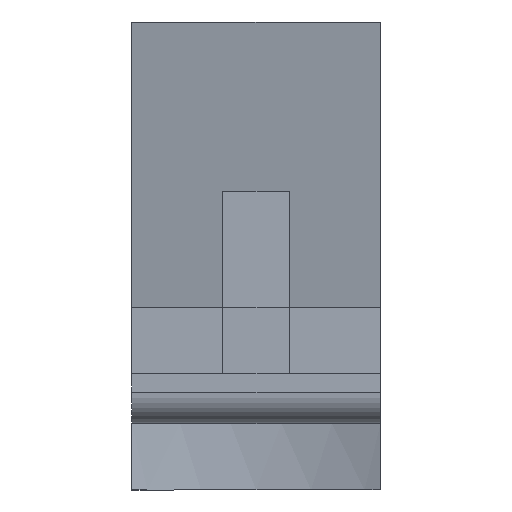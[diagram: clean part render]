
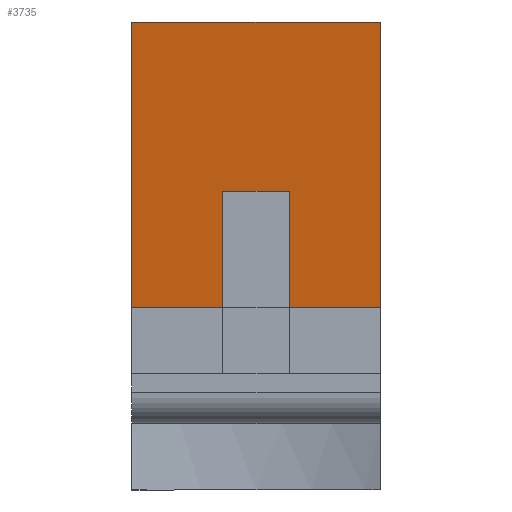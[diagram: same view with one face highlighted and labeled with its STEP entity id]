
A CAD part, left-side view. The second image highlights one B-rep face of the part: STEP entity #3735.
In plain terms, the highlighted planar face has unit normal (-0.987, 0, -0.161).
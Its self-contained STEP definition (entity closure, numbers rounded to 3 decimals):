
#953 = VERTEX_POINT('',#954);
#954 = CARTESIAN_POINT('',(-53.1,-7.5,11.));
#968 = PLANE('',#969);
#969 = AXIS2_PLACEMENT_3D('',#970,#971,#972);
#970 = CARTESIAN_POINT('',(-52.857,-7.5,
    20.181));
#971 = DIRECTION('',(0.,1.,0.));
#972 = DIRECTION('',(0.,0.,-1.));
#994 = PLANE('',#995);
#995 = AXIS2_PLACEMENT_3D('',#996,#997,#998);
#996 = CARTESIAN_POINT('',(-53.1,-2.,7.));
#997 = DIRECTION('',(1.,0.,0.));
#998 = DIRECTION('',(0.,-1.,0.));
#1077 = PLANE('',#1078);
#1078 = AXIS2_PLACEMENT_3D('',#1079,#1080,#1081);
#1079 = CARTESIAN_POINT('',(-53.1,7.5,7.));
#1080 = DIRECTION('',(1.,0.,0.));
#1081 = DIRECTION('',(0.,-1.,0.));
#2289 = VERTEX_POINT('',#2290);
#2290 = CARTESIAN_POINT('',(-53.1,-2.,11.));
#2316 = EDGE_CURVE('',#2289,#953,#2317,.T.);
#2317 = SURFACE_CURVE('',#2318,(#2322,#2329),.PCURVE_S1.);
#2318 = LINE('',#2319,#2320);
#2319 = CARTESIAN_POINT('',(-53.1,-2.,11.));
#2320 = VECTOR('',#2321,1.);
#2321 = DIRECTION('',(0.,-1.,0.));
#2322 = PCURVE('',#994,#2323);
#2323 = DEFINITIONAL_REPRESENTATION('',(#2324),#2328);
#2324 = LINE('',#2325,#2326);
#2325 = CARTESIAN_POINT('',(0.,-4.));
#2326 = VECTOR('',#2327,1.);
#2327 = DIRECTION('',(1.,0.));
#2328 = ( GEOMETRIC_REPRESENTATION_CONTEXT(2) 
PARAMETRIC_REPRESENTATION_CONTEXT() REPRESENTATION_CONTEXT('2D SPACE',''
  ) );
#2329 = PCURVE('',#2330,#2335);
#2330 = PLANE('',#2331);
#2331 = AXIS2_PLACEMENT_3D('',#2332,#2333,#2334);
#2332 = CARTESIAN_POINT('',(-53.1,-7.5,11.));
#2333 = DIRECTION('',(0.987,0.,0.161));
#2334 = DIRECTION('',(-0.161,0.,0.987));
#2335 = DEFINITIONAL_REPRESENTATION('',(#2336),#2340);
#2336 = LINE('',#2337,#2338);
#2337 = CARTESIAN_POINT('',(0.,-5.5));
#2338 = VECTOR('',#2339,1.);
#2339 = DIRECTION('',(0.,1.));
#2340 = ( GEOMETRIC_REPRESENTATION_CONTEXT(2) 
PARAMETRIC_REPRESENTATION_CONTEXT() REPRESENTATION_CONTEXT('2D SPACE',''
  ) );
#2348 = EDGE_CURVE('',#953,#2349,#2351,.T.);
#2349 = VERTEX_POINT('',#2350);
#2350 = CARTESIAN_POINT('',(-55.9,-7.5,28.2));
#2351 = SURFACE_CURVE('',#2352,(#2356,#2363),.PCURVE_S1.);
#2352 = LINE('',#2353,#2354);
#2353 = CARTESIAN_POINT('',(-53.1,-7.5,11.));
#2354 = VECTOR('',#2355,1.);
#2355 = DIRECTION('',(-0.161,0.,0.987));
#2356 = PCURVE('',#968,#2357);
#2357 = DEFINITIONAL_REPRESENTATION('',(#2358),#2362);
#2358 = LINE('',#2359,#2360);
#2359 = CARTESIAN_POINT('',(9.181,0.243));
#2360 = VECTOR('',#2361,1.);
#2361 = DIRECTION('',(-0.987,0.161));
#2362 = ( GEOMETRIC_REPRESENTATION_CONTEXT(2) 
PARAMETRIC_REPRESENTATION_CONTEXT() REPRESENTATION_CONTEXT('2D SPACE',''
  ) );
#2363 = PCURVE('',#2330,#2364);
#2364 = DEFINITIONAL_REPRESENTATION('',(#2365),#2369);
#2365 = LINE('',#2366,#2367);
#2366 = CARTESIAN_POINT('',(0.,0.));
#2367 = VECTOR('',#2368,1.);
#2368 = DIRECTION('',(1.,0.));
#2369 = ( GEOMETRIC_REPRESENTATION_CONTEXT(2) 
PARAMETRIC_REPRESENTATION_CONTEXT() REPRESENTATION_CONTEXT('2D SPACE',''
  ) );
#2387 = PLANE('',#2388);
#2388 = AXIS2_PLACEMENT_3D('',#2389,#2390,#2391);
#2389 = CARTESIAN_POINT('',(-55.9,-7.5,28.2));
#2390 = DIRECTION('',(0.,0.,-1.));
#2391 = DIRECTION('',(1.,0.,0.));
#2745 = VERTEX_POINT('',#2746);
#2746 = CARTESIAN_POINT('',(-53.1,7.5,11.));
#2767 = EDGE_CURVE('',#2745,#2768,#2770,.T.);
#2768 = VERTEX_POINT('',#2769);
#2769 = CARTESIAN_POINT('',(-53.1,2.,11.));
#2770 = SURFACE_CURVE('',#2771,(#2775,#2782),.PCURVE_S1.);
#2771 = LINE('',#2772,#2773);
#2772 = CARTESIAN_POINT('',(-53.1,7.5,11.));
#2773 = VECTOR('',#2774,1.);
#2774 = DIRECTION('',(0.,-1.,0.));
#2775 = PCURVE('',#1077,#2776);
#2776 = DEFINITIONAL_REPRESENTATION('',(#2777),#2781);
#2777 = LINE('',#2778,#2779);
#2778 = CARTESIAN_POINT('',(0.,-4.));
#2779 = VECTOR('',#2780,1.);
#2780 = DIRECTION('',(1.,0.));
#2781 = ( GEOMETRIC_REPRESENTATION_CONTEXT(2) 
PARAMETRIC_REPRESENTATION_CONTEXT() REPRESENTATION_CONTEXT('2D SPACE',''
  ) );
#2782 = PCURVE('',#2330,#2783);
#2783 = DEFINITIONAL_REPRESENTATION('',(#2784),#2788);
#2784 = LINE('',#2785,#2786);
#2785 = CARTESIAN_POINT('',(0.,-15.));
#2786 = VECTOR('',#2787,1.);
#2787 = DIRECTION('',(0.,1.));
#2788 = ( GEOMETRIC_REPRESENTATION_CONTEXT(2) 
PARAMETRIC_REPRESENTATION_CONTEXT() REPRESENTATION_CONTEXT('2D SPACE',''
  ) );
#2892 = PLANE('',#2893);
#2893 = AXIS2_PLACEMENT_3D('',#2894,#2895,#2896);
#2894 = CARTESIAN_POINT('',(-52.857,7.5,
    20.181));
#2895 = DIRECTION('',(0.,1.,0.));
#2896 = DIRECTION('',(0.,0.,-1.));
#3722 = PLANE('',#3723);
#3723 = AXIS2_PLACEMENT_3D('',#3724,#3725,#3726);
#3724 = CARTESIAN_POINT('',(-51.1,-2.,18.));
#3725 = DIRECTION('',(0.,-1.,0.));
#3726 = DIRECTION('',(0.,0.,-1.));
#3735 = ADVANCED_FACE('',(#3736),#2330,.F.);
#3736 = FACE_BOUND('',#3737,.F.);
#3737 = EDGE_LOOP('',(#3738,#3739,#3760,#3786,#3810,#3811,#3834,#3855));
#3738 = ORIENTED_EDGE('',*,*,#2316,.F.);
#3739 = ORIENTED_EDGE('',*,*,#3740,.F.);
#3740 = EDGE_CURVE('',#3741,#2289,#3743,.T.);
#3741 = VERTEX_POINT('',#3742);
#3742 = CARTESIAN_POINT('',(-54.24,-2.,18.));
#3743 = SURFACE_CURVE('',#3744,(#3748,#3754),.PCURVE_S1.);
#3744 = LINE('',#3745,#3746);
#3745 = CARTESIAN_POINT('',(-53.629,-2.,
    14.251));
#3746 = VECTOR('',#3747,1.);
#3747 = DIRECTION('',(0.161,0.,-0.987));
#3748 = PCURVE('',#2330,#3749);
#3749 = DEFINITIONAL_REPRESENTATION('',(#3750),#3753);
#3750 = B_SPLINE_CURVE_WITH_KNOTS('',1,(#3751,#3752),.UNSPECIFIED.,.F.,
  .F.,(2,2),(-4.508,4.003),.PIECEWISE_BEZIER_KNOTS.);
#3751 = CARTESIAN_POINT('',(7.801,-5.5));
#3752 = CARTESIAN_POINT('',(-0.709,-5.5));
#3753 = ( GEOMETRIC_REPRESENTATION_CONTEXT(2) 
PARAMETRIC_REPRESENTATION_CONTEXT() REPRESENTATION_CONTEXT('2D SPACE',''
  ) );
#3754 = PCURVE('',#3722,#3755);
#3755 = DEFINITIONAL_REPRESENTATION('',(#3756),#3759);
#3756 = B_SPLINE_CURVE_WITH_KNOTS('',1,(#3757,#3758),.UNSPECIFIED.,.F.,
  .F.,(2,2),(-4.508,4.003),.PIECEWISE_BEZIER_KNOTS.);
#3757 = CARTESIAN_POINT('',(-0.7,-3.253));
#3758 = CARTESIAN_POINT('',(7.7,-1.886));
#3759 = ( GEOMETRIC_REPRESENTATION_CONTEXT(2) 
PARAMETRIC_REPRESENTATION_CONTEXT() REPRESENTATION_CONTEXT('2D SPACE',''
  ) );
#3760 = ORIENTED_EDGE('',*,*,#3761,.F.);
#3761 = EDGE_CURVE('',#3762,#3741,#3764,.T.);
#3762 = VERTEX_POINT('',#3763);
#3763 = CARTESIAN_POINT('',(-54.24,2.,18.));
#3764 = SURFACE_CURVE('',#3765,(#3769,#3775),.PCURVE_S1.);
#3765 = LINE('',#3766,#3767);
#3766 = CARTESIAN_POINT('',(-54.24,-2.75,18.));
#3767 = VECTOR('',#3768,1.);
#3768 = DIRECTION('',(0.,-1.,0.));
#3769 = PCURVE('',#2330,#3770);
#3770 = DEFINITIONAL_REPRESENTATION('',(#3771),#3774);
#3771 = B_SPLINE_CURVE_WITH_KNOTS('',1,(#3772,#3773),.UNSPECIFIED.,.F.,
  .F.,(2,2),(-5.15,-0.35),.PIECEWISE_BEZIER_KNOTS.);
#3772 = CARTESIAN_POINT('',(7.092,-9.9));
#3773 = CARTESIAN_POINT('',(7.092,-5.1));
#3774 = ( GEOMETRIC_REPRESENTATION_CONTEXT(2) 
PARAMETRIC_REPRESENTATION_CONTEXT() REPRESENTATION_CONTEXT('2D SPACE',''
  ) );
#3775 = PCURVE('',#3776,#3781);
#3776 = PLANE('',#3777);
#3777 = AXIS2_PLACEMENT_3D('',#3778,#3779,#3780);
#3778 = CARTESIAN_POINT('',(-51.1,2.,18.));
#3779 = DIRECTION('',(0.,0.,1.));
#3780 = DIRECTION('',(0.,-1.,0.));
#3781 = DEFINITIONAL_REPRESENTATION('',(#3782),#3785);
#3782 = B_SPLINE_CURVE_WITH_KNOTS('',1,(#3783,#3784),.UNSPECIFIED.,.F.,
  .F.,(2,2),(-5.15,-0.35),.PIECEWISE_BEZIER_KNOTS.);
#3783 = CARTESIAN_POINT('',(-0.4,-3.14));
#3784 = CARTESIAN_POINT('',(4.4,-3.14));
#3785 = ( GEOMETRIC_REPRESENTATION_CONTEXT(2) 
PARAMETRIC_REPRESENTATION_CONTEXT() REPRESENTATION_CONTEXT('2D SPACE',''
  ) );
#3786 = ORIENTED_EDGE('',*,*,#3787,.F.);
#3787 = EDGE_CURVE('',#2768,#3762,#3788,.T.);
#3788 = SURFACE_CURVE('',#3789,(#3793,#3799),.PCURVE_S1.);
#3789 = LINE('',#3790,#3791);
#3790 = CARTESIAN_POINT('',(-53.074,2.,
    10.841));
#3791 = VECTOR('',#3792,1.);
#3792 = DIRECTION('',(-0.161,0.,0.987));
#3793 = PCURVE('',#2330,#3794);
#3794 = DEFINITIONAL_REPRESENTATION('',(#3795),#3798);
#3795 = B_SPLINE_CURVE_WITH_KNOTS('',1,(#3796,#3797),.UNSPECIFIED.,.F.,
  .F.,(2,2),(-0.549,7.962),.PIECEWISE_BEZIER_KNOTS.);
#3796 = CARTESIAN_POINT('',(-0.709,-9.5));
#3797 = CARTESIAN_POINT('',(7.801,-9.5));
#3798 = ( GEOMETRIC_REPRESENTATION_CONTEXT(2) 
PARAMETRIC_REPRESENTATION_CONTEXT() REPRESENTATION_CONTEXT('2D SPACE',''
  ) );
#3799 = PCURVE('',#3800,#3805);
#3800 = PLANE('',#3801);
#3801 = AXIS2_PLACEMENT_3D('',#3802,#3803,#3804);
#3802 = CARTESIAN_POINT('',(-51.1,2.,11.));
#3803 = DIRECTION('',(0.,1.,0.));
#3804 = DIRECTION('',(0.,0.,1.));
#3805 = DEFINITIONAL_REPRESENTATION('',(#3806),#3809);
#3806 = B_SPLINE_CURVE_WITH_KNOTS('',1,(#3807,#3808),.UNSPECIFIED.,.F.,
  .F.,(2,2),(-0.549,7.962),.PIECEWISE_BEZIER_KNOTS.);
#3807 = CARTESIAN_POINT('',(-0.7,-1.886));
#3808 = CARTESIAN_POINT('',(7.7,-3.253));
#3809 = ( GEOMETRIC_REPRESENTATION_CONTEXT(2) 
PARAMETRIC_REPRESENTATION_CONTEXT() REPRESENTATION_CONTEXT('2D SPACE',''
  ) );
#3810 = ORIENTED_EDGE('',*,*,#2767,.F.);
#3811 = ORIENTED_EDGE('',*,*,#3812,.T.);
#3812 = EDGE_CURVE('',#2745,#3813,#3815,.T.);
#3813 = VERTEX_POINT('',#3814);
#3814 = CARTESIAN_POINT('',(-55.9,7.5,28.2));
#3815 = SURFACE_CURVE('',#3816,(#3820,#3827),.PCURVE_S1.);
#3816 = LINE('',#3817,#3818);
#3817 = CARTESIAN_POINT('',(-53.1,7.5,11.));
#3818 = VECTOR('',#3819,1.);
#3819 = DIRECTION('',(-0.161,0.,0.987));
#3820 = PCURVE('',#2330,#3821);
#3821 = DEFINITIONAL_REPRESENTATION('',(#3822),#3826);
#3822 = LINE('',#3823,#3824);
#3823 = CARTESIAN_POINT('',(0.,-15.));
#3824 = VECTOR('',#3825,1.);
#3825 = DIRECTION('',(1.,0.));
#3826 = ( GEOMETRIC_REPRESENTATION_CONTEXT(2) 
PARAMETRIC_REPRESENTATION_CONTEXT() REPRESENTATION_CONTEXT('2D SPACE',''
  ) );
#3827 = PCURVE('',#2892,#3828);
#3828 = DEFINITIONAL_REPRESENTATION('',(#3829),#3833);
#3829 = LINE('',#3830,#3831);
#3830 = CARTESIAN_POINT('',(9.181,0.243));
#3831 = VECTOR('',#3832,1.);
#3832 = DIRECTION('',(-0.987,0.161));
#3833 = ( GEOMETRIC_REPRESENTATION_CONTEXT(2) 
PARAMETRIC_REPRESENTATION_CONTEXT() REPRESENTATION_CONTEXT('2D SPACE',''
  ) );
#3834 = ORIENTED_EDGE('',*,*,#3835,.F.);
#3835 = EDGE_CURVE('',#2349,#3813,#3836,.T.);
#3836 = SURFACE_CURVE('',#3837,(#3841,#3848),.PCURVE_S1.);
#3837 = LINE('',#3838,#3839);
#3838 = CARTESIAN_POINT('',(-55.9,-7.5,28.2));
#3839 = VECTOR('',#3840,1.);
#3840 = DIRECTION('',(0.,1.,0.));
#3841 = PCURVE('',#2330,#3842);
#3842 = DEFINITIONAL_REPRESENTATION('',(#3843),#3847);
#3843 = LINE('',#3844,#3845);
#3844 = CARTESIAN_POINT('',(17.426,0.));
#3845 = VECTOR('',#3846,1.);
#3846 = DIRECTION('',(0.,-1.));
#3847 = ( GEOMETRIC_REPRESENTATION_CONTEXT(2) 
PARAMETRIC_REPRESENTATION_CONTEXT() REPRESENTATION_CONTEXT('2D SPACE',''
  ) );
#3848 = PCURVE('',#2387,#3849);
#3849 = DEFINITIONAL_REPRESENTATION('',(#3850),#3854);
#3850 = LINE('',#3851,#3852);
#3851 = CARTESIAN_POINT('',(0.,0.));
#3852 = VECTOR('',#3853,1.);
#3853 = DIRECTION('',(0.,-1.));
#3854 = ( GEOMETRIC_REPRESENTATION_CONTEXT(2) 
PARAMETRIC_REPRESENTATION_CONTEXT() REPRESENTATION_CONTEXT('2D SPACE',''
  ) );
#3855 = ORIENTED_EDGE('',*,*,#2348,.F.);
